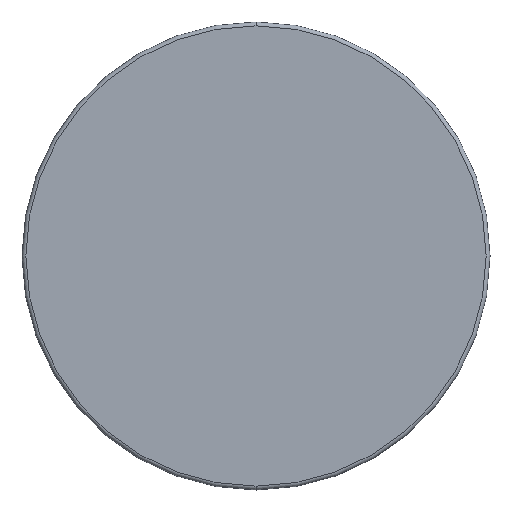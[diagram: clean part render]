
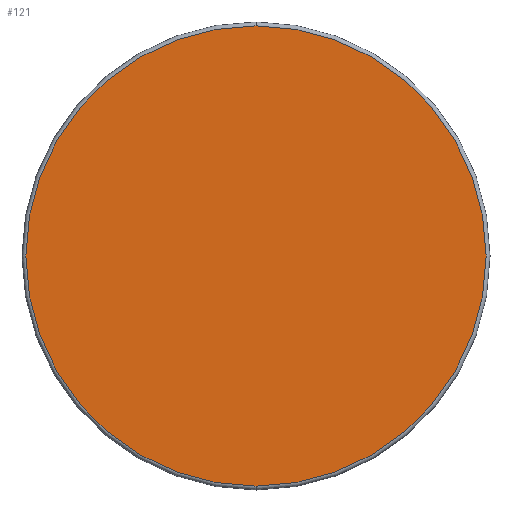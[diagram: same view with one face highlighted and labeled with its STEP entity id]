
A CAD part, front view. The second image highlights one B-rep face of the part: STEP entity #121.
In plain terms, the highlighted planar face has unit normal (0, -1, 0).
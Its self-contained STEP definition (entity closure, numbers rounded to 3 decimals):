
#12 = PLANE ( 'NONE',  #140 ) ;
#30 = VERTEX_POINT ( 'NONE', #49 ) ;
#34 = DIRECTION ( 'NONE',  ( 0., 0., 1. ) ) ;
#40 = EDGE_CURVE ( 'NONE', #103, #30, #60, .T. ) ;
#49 = CARTESIAN_POINT ( 'NONE',  ( 0., 0., 14.75 ) ) ;
#60 = CIRCLE ( 'NONE', #209, 14.75 ) ;
#69 = DIRECTION ( 'NONE',  ( 0., -1., 0. ) ) ;
#76 = DIRECTION ( 'NONE',  ( 0., -1., 0. ) ) ;
#103 = VERTEX_POINT ( 'NONE', #158 ) ;
#121 = ADVANCED_FACE ( 'NONE', ( #277 ), #12, .F. ) ;
#126 = DIRECTION ( 'NONE',  ( 0., 0., 1. ) ) ;
#134 = CIRCLE ( 'NONE', #245, 14.75 ) ;
#140 = AXIS2_PLACEMENT_3D ( 'NONE', #159, #224, #34 ) ;
#151 = ORIENTED_EDGE ( 'NONE', *, *, #232, .T. ) ;
#158 = CARTESIAN_POINT ( 'NONE',  ( 0., 0., -14.75 ) ) ;
#159 = CARTESIAN_POINT ( 'NONE',  ( 0., 0., 0. ) ) ;
#161 = DIRECTION ( 'NONE',  ( 0., 0., 1. ) ) ;
#191 = ORIENTED_EDGE ( 'NONE', *, *, #40, .T. ) ;
#198 = CARTESIAN_POINT ( 'NONE',  ( 0., 0., 0. ) ) ;
#209 = AXIS2_PLACEMENT_3D ( 'NONE', #198, #69, #126 ) ;
#224 = DIRECTION ( 'NONE',  ( 0., 1., 0. ) ) ;
#232 = EDGE_CURVE ( 'NONE', #30, #103, #134, .T. ) ;
#245 = AXIS2_PLACEMENT_3D ( 'NONE', #276, #76, #161 ) ;
#254 = EDGE_LOOP ( 'NONE', ( #151, #191 ) ) ;
#276 = CARTESIAN_POINT ( 'NONE',  ( 0., 0., 0. ) ) ;
#277 = FACE_OUTER_BOUND ( 'NONE', #254, .T. ) ;
